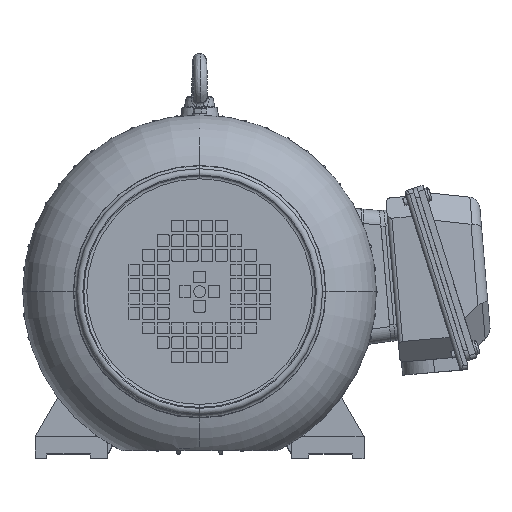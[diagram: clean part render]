
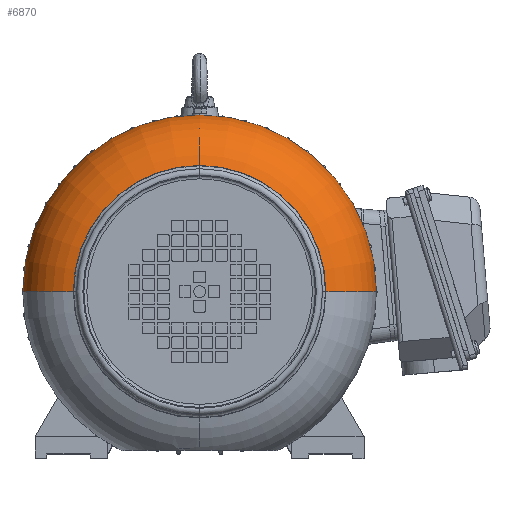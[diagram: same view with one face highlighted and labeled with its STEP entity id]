
A CAD part, top view. The second image highlights one B-rep face of the part: STEP entity #6870.
In plain terms, the highlighted toroidal (fillet/blend) face has major radius 75.5 mm and minor radius 46 mm.
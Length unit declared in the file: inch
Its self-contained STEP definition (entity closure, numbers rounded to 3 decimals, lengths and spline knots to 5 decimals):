
#1838 = CARTESIAN_POINT ( 'NONE',  ( -6.60519, 14.62174, 5.12425 ) ) ;
#2421 = ORIENTED_EDGE ( 'NONE', *, *, #30368, .T. ) ;
#2988 = DIRECTION ( 'NONE',  ( 0., 0., -1. ) ) ;
#3364 = DIRECTION ( 'NONE',  ( 0., 0., 1. ) ) ;
#3772 = CARTESIAN_POINT ( 'NONE',  ( -3.19005, 18.03688, 5.12425 ) ) ;
#6870 = ADVANCED_FACE ( 'NONE', ( #56036 ), #23163, .T. ) ;
#7403 = CARTESIAN_POINT ( 'NONE',  ( -0.21761, 14.62174, 3.36817 ) ) ;
#9649 = DIRECTION ( 'NONE',  ( 0., 0., -1. ) ) ;
#10873 = DIRECTION ( 'NONE',  ( -1., 0., 0. ) ) ;
#11154 = VERTEX_POINT ( 'NONE', #52454 ) ;
#16172 = EDGE_CURVE ( 'NONE', #32194, #11154, #30182, .T. ) ;
#16272 = VERTEX_POINT ( 'NONE', #3772 ) ;
#23163 = TOROIDAL_SURFACE ( 'NONE', #48254, 2.97244, 1.81102 ) ;
#23293 = EDGE_CURVE ( 'NONE', #11154, #34950, #41327, .T. ) ;
#23763 = ORIENTED_EDGE ( 'NONE', *, *, #23293, .T. ) ;
#26202 = EDGE_CURVE ( 'NONE', #32194, #52496, #36510, .T. ) ;
#27629 = DIRECTION ( 'NONE',  ( 0., -1., 0. ) ) ;
#28392 = CARTESIAN_POINT ( 'NONE',  ( -3.19005, 14.62174, 3.36817 ) ) ;
#30157 = CARTESIAN_POINT ( 'NONE',  ( 1.59342, 14.62174, 3.36817 ) ) ;
#30182 = CIRCLE ( 'NONE', #62089, 4.78346 ) ;
#30368 = EDGE_CURVE ( 'NONE', #16272, #52496, #49501, .T. ) ;
#32194 = VERTEX_POINT ( 'NONE', #30157 ) ;
#32350 = CARTESIAN_POINT ( 'NONE',  ( -3.19005, 14.62174, 3.36817 ) ) ;
#32848 = DIRECTION ( 'NONE',  ( 1., 0., 0. ) ) ;
#33271 = DIRECTION ( 'NONE',  ( 0., 0., 1. ) ) ;
#34950 = VERTEX_POINT ( 'NONE', #1838 ) ;
#34979 = EDGE_LOOP ( 'NONE', ( #55159, #23763, #56761, #2421, #52953 ) ) ;
#36510 = CIRCLE ( 'NONE', #51182, 1.81102 ) ;
#37255 = DIRECTION ( 'NONE',  ( 1., 0., 0. ) ) ;
#37680 = CIRCLE ( 'NONE', #59508, 3.41514 ) ;
#38395 = DIRECTION ( 'NONE',  ( -1., 0., 0. ) ) ;
#38512 = EDGE_CURVE ( 'NONE', #34950, #16272, #37680, .T. ) ;
#40457 = CARTESIAN_POINT ( 'NONE',  ( -6.16249, 14.62174, 3.36817 ) ) ;
#40822 = CARTESIAN_POINT ( 'NONE',  ( 0.22509, 14.62174, 5.12425 ) ) ;
#41327 = CIRCLE ( 'NONE', #56811, 1.81102 ) ;
#47113 = CARTESIAN_POINT ( 'NONE',  ( -3.19005, 14.62174, 5.12425 ) ) ;
#48254 = AXIS2_PLACEMENT_3D ( 'NONE', #28392, #33271, #32848 ) ;
#49501 = CIRCLE ( 'NONE', #59102, 3.41514 ) ;
#51182 = AXIS2_PLACEMENT_3D ( 'NONE', #7403, #27629, #51503 ) ;
#51503 = DIRECTION ( 'NONE',  ( 0., 0., -1. ) ) ;
#52017 = DIRECTION ( 'NONE',  ( -1., 0., 0. ) ) ;
#52454 = CARTESIAN_POINT ( 'NONE',  ( -7.97351, 14.62174, 3.36817 ) ) ;
#52496 = VERTEX_POINT ( 'NONE', #40822 ) ;
#52953 = ORIENTED_EDGE ( 'NONE', *, *, #26202, .F. ) ;
#54553 = DIRECTION ( 'NONE',  ( 0., 1., 0. ) ) ;
#55159 = ORIENTED_EDGE ( 'NONE', *, *, #16172, .T. ) ;
#56036 = FACE_OUTER_BOUND ( 'NONE', #34979, .T. ) ;
#56761 = ORIENTED_EDGE ( 'NONE', *, *, #38512, .T. ) ;
#56811 = AXIS2_PLACEMENT_3D ( 'NONE', #40457, #54553, #10873 ) ;
#59102 = AXIS2_PLACEMENT_3D ( 'NONE', #47113, #2988, #52017 ) ;
#59508 = AXIS2_PLACEMENT_3D ( 'NONE', #62902, #9649, #38395 ) ;
#62089 = AXIS2_PLACEMENT_3D ( 'NONE', #32350, #3364, #37255 ) ;
#62902 = CARTESIAN_POINT ( 'NONE',  ( -3.19005, 14.62174, 5.12425 ) ) ;
